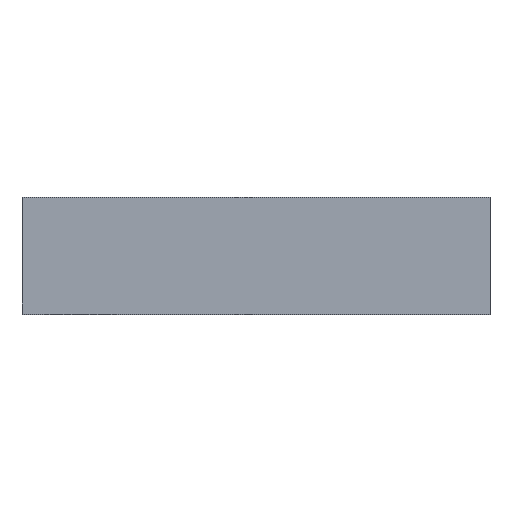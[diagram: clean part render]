
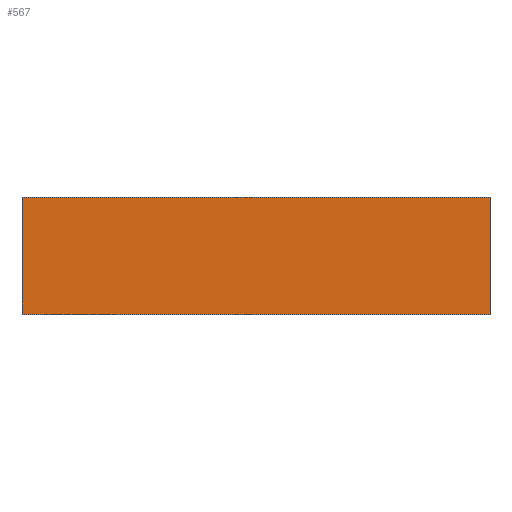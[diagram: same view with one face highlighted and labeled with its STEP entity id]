
A CAD part, top view. The second image highlights one B-rep face of the part: STEP entity #567.
In plain terms, the highlighted planar face has unit normal (0, 0, 1).
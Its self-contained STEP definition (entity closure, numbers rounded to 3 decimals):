
#51=DIRECTION('',(0.,-1.,0.));
#52=VECTOR('',#51,5.);
#53=CARTESIAN_POINT('',(-0.183,3.423,-1.039));
#54=LINE('',#53,#52);
#87=DIRECTION('',(-1.,0.,0.));
#88=VECTOR('',#87,20.);
#89=CARTESIAN_POINT('',(-0.183,-1.577,
-1.039));
#90=LINE('',#89,#88);
#149=DIRECTION('',(1.,0.,0.));
#150=VECTOR('',#149,20.);
#151=CARTESIAN_POINT('',(-20.183,3.423,-1.039));
#152=LINE('',#151,#150);
#195=DIRECTION('',(0.,1.,0.));
#196=VECTOR('',#195,5.);
#197=CARTESIAN_POINT('',(-20.183,-1.577,
-1.039));
#198=LINE('',#197,#196);
#317=CARTESIAN_POINT('',(-0.183,3.423,
-1.039));
#319=VERTEX_POINT('',#317);
#321=CARTESIAN_POINT('',(-20.183,-1.577,
-1.039));
#322=CARTESIAN_POINT('',(-20.183,3.423,-1.039));
#323=VERTEX_POINT('',#321);
#324=VERTEX_POINT('',#322);
#345=CARTESIAN_POINT('',(-0.183,-1.577,
-1.039));
#346=VERTEX_POINT('',#345);
#555=CARTESIAN_POINT('',(0.217,3.523,-1.039));
#556=DIRECTION('',(0.,0.,1.));
#557=DIRECTION('',(-1.,0.,0.));
#558=AXIS2_PLACEMENT_3D('',#555,#556,#557);
#559=PLANE('',#558);
#560=ORIENTED_EDGE('',*,*,#453,.T.);
#562=ORIENTED_EDGE('',*,*,#561,.T.);
#563=ORIENTED_EDGE('',*,*,#522,.T.);
#564=ORIENTED_EDGE('',*,*,#417,.T.);
#565=EDGE_LOOP('',(#560,#562,#563,#564));
#566=FACE_OUTER_BOUND('',#565,.F.);
#567=ADVANCED_FACE('',(#566),#559,.T.);
#417=EDGE_CURVE('',#319,#346,#54,.T.);
#453=EDGE_CURVE('',#346,#323,#90,.T.);
#522=EDGE_CURVE('',#324,#319,#152,.T.);
#561=EDGE_CURVE('',#323,#324,#198,.T.);
